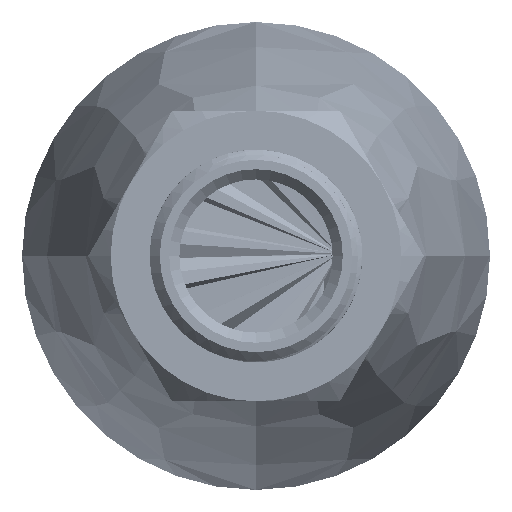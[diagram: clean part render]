
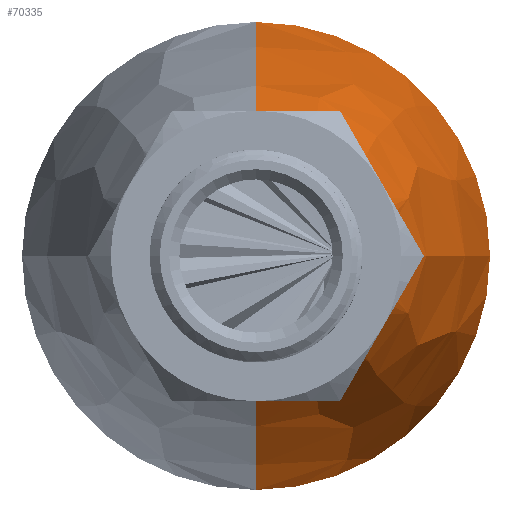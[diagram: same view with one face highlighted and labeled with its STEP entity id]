
A CAD part, front view. The second image highlights one B-rep face of the part: STEP entity #70335.
In plain terms, the highlighted free-form (B-spline) face has degree [3, 3] with [7, 4] control points.
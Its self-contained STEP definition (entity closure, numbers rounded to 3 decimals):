
#66274=CARTESIAN_POINT('',(0.,0.,-44.411));
#66275=DIRECTION('',(0.,0.,-1.));
#66276=DIRECTION('',(0.,-1.,0.));
#66277=AXIS2_PLACEMENT_3D('',#66274,#66275,#66276);
#66279=CARTESIAN_POINT('',(0.,-125.805,
15.594));
#66280=DIRECTION('',(1.,0.,0.));
#66281=DIRECTION('',(0.,0.917,-0.4));
#66282=AXIS2_PLACEMENT_3D('',#66279,#66280,#66281);
#66284=CARTESIAN_POINT('',(0.,125.805,
15.594));
#66285=DIRECTION('',(-1.,0.,0.));
#66286=DIRECTION('',(0.,-0.917,-0.4));
#66287=AXIS2_PLACEMENT_3D('',#66284,#66285,#66286);
#66312=CARTESIAN_POINT('',(0.,0.,-3.3));
#66313=DIRECTION('',(0.,0.,1.));
#66314=DIRECTION('',(0.,1.,0.));
#66315=AXIS2_PLACEMENT_3D('',#66312,#66313,#66314);
#69291=CARTESIAN_POINT('',(0.,23.,-3.3));
#69293=VERTEX_POINT('',#69291);
#69303=CARTESIAN_POINT('',(0.,-23.,-3.3));
#69305=VERTEX_POINT('',#69303);
#69337=CARTESIAN_POINT('',(0.,-11.67,-44.411));
#69338=CARTESIAN_POINT('',(0.,11.67,-44.411));
#69339=VERTEX_POINT('',#69337);
#69340=VERTEX_POINT('',#69338);
#70297=CARTESIAN_POINT('',(1.451,-23.06,
-2.451));
#70298=CARTESIAN_POINT('',(1.338,-21.272,
-17.231));
#70299=CARTESIAN_POINT('',(1.09,-17.325,
-31.583));
#70300=CARTESIAN_POINT('',(0.711,-11.303,
-45.194));
#70301=CARTESIAN_POINT('',(-12.74,-23.953,
-2.451));
#70302=CARTESIAN_POINT('',(-11.753,-22.096,
-17.231));
#70303=CARTESIAN_POINT('',(-9.572,-17.995,
-31.583));
#70304=CARTESIAN_POINT('',(-6.245,-11.741,
-45.194));
#70305=CARTESIAN_POINT('',(-23.105,-14.219,
-2.451));
#70306=CARTESIAN_POINT('',(-21.314,-13.117,
-17.231));
#70307=CARTESIAN_POINT('',(-17.359,-10.683,
-31.583));
#70308=CARTESIAN_POINT('',(-11.325,-6.97,
-45.194));
#70309=CARTESIAN_POINT('',(-23.105,0.,-2.451));
#70310=CARTESIAN_POINT('',(-21.314,0.,-17.231));
#70311=CARTESIAN_POINT('',(-17.359,0.,-31.583));
#70312=CARTESIAN_POINT('',(-11.325,0.,-45.194));
#70313=CARTESIAN_POINT('',(-23.105,14.219,
-2.451));
#70314=CARTESIAN_POINT('',(-21.314,13.117,
-17.231));
#70315=CARTESIAN_POINT('',(-17.359,10.683,
-31.583));
#70316=CARTESIAN_POINT('',(-11.325,6.97,
-45.194));
#70317=CARTESIAN_POINT('',(-12.74,23.953,
-2.451));
#70318=CARTESIAN_POINT('',(-11.753,22.096,
-17.231));
#70319=CARTESIAN_POINT('',(-9.572,17.995,
-31.583));
#70320=CARTESIAN_POINT('',(-6.245,11.741,
-45.194));
#70321=CARTESIAN_POINT('',(1.451,23.06,
-2.451));
#70322=CARTESIAN_POINT('',(1.338,21.272,
-17.231));
#70323=CARTESIAN_POINT('',(1.09,17.325,
-31.583));
#70324=CARTESIAN_POINT('',(0.711,11.303,
-45.194));
#70325=(BOUNDED_SURFACE()B_SPLINE_SURFACE(3,3,((#70297,#70298,#70299,#70300),(
#70301,#70302,#70303,#70304),(#70305,#70306,#70307,#70308),(#70309,#70310,
#70311,#70312),(#70313,#70314,#70315,#70316),(#70317,#70318,#70319,#70320),(
#70321,#70322,#70323,#70324)),.UNSPECIFIED.,.F.,.F.,.F.)B_SPLINE_SURFACE_WITH_KNOTS((4,3,4),(4,4),(0.,1.,2.),(0.,1.),.UNSPECIFIED.)GEOMETRIC_REPRESENTATION_ITEM()RATIONAL_B_SPLINE_SURFACE(((1.194,1.185,
1.185,1.194),(0.943,0.936,
0.936,0.943),(0.943,0.936,
0.936,0.943),(1.194,1.185,
1.185,1.194),(0.943,0.936,
0.936,0.943),(0.943,0.936,
0.936,0.943),(1.194,1.185,
1.185,1.194)))REPRESENTATION_ITEM('')SURFACE());
#70326=ORIENTED_EDGE('',*,*,#70287,.T.);
#70328=ORIENTED_EDGE('',*,*,#70327,.T.);
#70330=ORIENTED_EDGE('',*,*,#70329,.T.);
#70332=ORIENTED_EDGE('',*,*,#70331,.F.);
#70333=EDGE_LOOP('',(#70326,#70328,#70330,#70332));
#70334=FACE_OUTER_BOUND('',#70333,.F.);
#70335=ADVANCED_FACE('',(#70334),#70325,.T.);
#66278=CIRCLE('',#66277,11.67);
#66283=CIRCLE('',#66282,150.);
#66288=CIRCLE('',#66287,150.);
#66316=CIRCLE('',#66315,23.);
#70287=EDGE_CURVE('',#69339,#69340,#66278,.T.);
#70327=EDGE_CURVE('',#69340,#69293,#66283,.T.);
#70329=EDGE_CURVE('',#69293,#69305,#66316,.T.);
#70331=EDGE_CURVE('',#69339,#69305,#66288,.T.);
